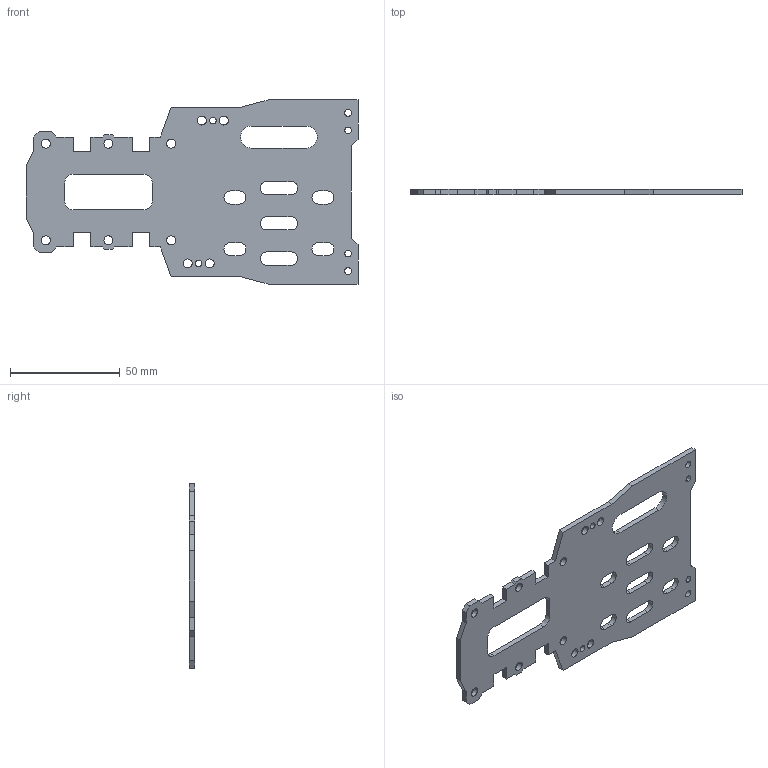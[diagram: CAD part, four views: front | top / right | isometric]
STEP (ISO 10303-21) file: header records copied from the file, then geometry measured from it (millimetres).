
FILE_DESCRIPTION((''),'2;1');
FILE_NAME('100058-A_PLATINE-ARRIERE','2021-12-07T',('Administrateur'),(''),'PRO/ENGINEER BY PARAMETRIC TECHNOLOGY CORPORATION, 2004090','PRO/ENGINEER BY PARAMETRIC TECHNOLOGY CORPORATION, 2004090','');
FILE_SCHEMA(('CONFIG_CONTROL_DESIGN','SHAPE_APPEARANCE_LAYERS_GROUPS'));
Length unit declared in the file: millimetre
Products named in the file (1): 100058-A_PLATINE-ARRIERE
Bounding box: 151 x 2.5 x 84 mm (x, y, z)
Volume: 20631.7 mm3; surface area: 19294.3 mm2
Topology: 1 solids, 1 shells, 124 faces, 366 edges, 244 vertices
Faces by surface type: bspline 124
Entity records: 5711 total; most frequent: CARTESIAN_POINT 2306, ORIENTED_EDGE 732, DIRECTION 470, EDGE_CURVE 366, VECTOR 262, LINE 262, VERTEX_POINT 244, COLOUR_RGB 194
